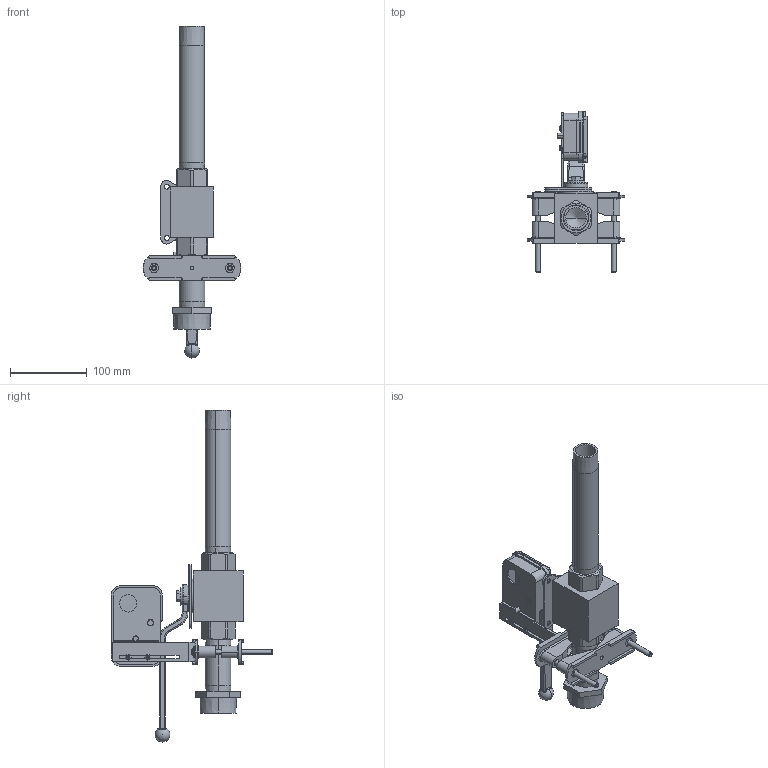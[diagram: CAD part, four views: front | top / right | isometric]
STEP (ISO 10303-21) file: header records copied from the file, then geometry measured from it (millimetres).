
FILE_DESCRIPTION (( 'STEP AP214' ), '1' );
FILE_NAME ('isolationvalve_01.0(25)_950.STEP', '2020-04-24T12:26:33', ( '' ), ( '' ), 'SwSTEP 2.0', 'SolidWorks 2019', '' );
FILE_SCHEMA (( 'AUTOMOTIVE_DESIGN' ));
Length unit declared in the file: inch
Products named in the file (1): isolationvalve_01.0(25)_950
Bounding box: 127 x 209.6 x 431.86 mm (x, y, z)
Volume: 588261.5 mm3; surface area: 215411.7 mm2
Topology: 20 solids, 20 shells, 1029 faces, 2556 edges, 1569 vertices
Faces by surface type: cylinder 394, plane 343, cone 97, torus 94, bspline 56, sphere 45
Entity records: 45768 total; most frequent: CARTESIAN_POINT 7851, DIRECTION 5216, ORIENTED_EDGE 5028, EDGE_CURVE 2514, AXIS2_PLACEMENT_3D 2043, VERTEX_POINT 1564, VECTOR 1130, LINE 1130
